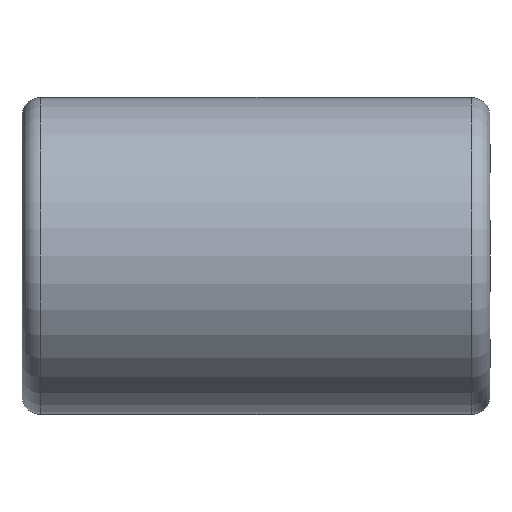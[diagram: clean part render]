
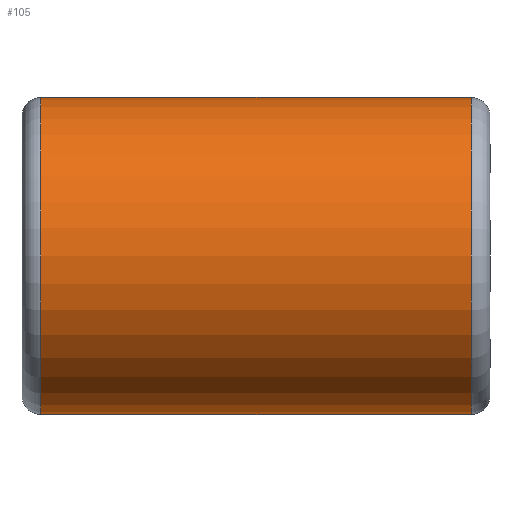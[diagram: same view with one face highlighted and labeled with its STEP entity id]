
A CAD part, left-side view. The second image highlights one B-rep face of the part: STEP entity #105.
In plain terms, the highlighted cylindrical face has radius 2.1 mm (diameter 4.2 mm), a partial arc.
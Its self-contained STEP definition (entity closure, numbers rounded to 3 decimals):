
#16 = VERTEX_POINT ( 'NONE', #355 ) ;
#17 = DIRECTION ( 'NONE',  ( 0., -1., 0. ) ) ;
#76 = VERTEX_POINT ( 'NONE', #139 ) ;
#105 = ADVANCED_FACE ( 'NONE', ( #476 ), #135, .T. ) ;
#110 = CARTESIAN_POINT ( 'NONE',  ( -1.45, -2.85, 2.1 ) ) ;
#125 = CARTESIAN_POINT ( 'NONE',  ( -1.45, -2.85, 0. ) ) ;
#135 = CYLINDRICAL_SURFACE ( 'NONE', #632, 2.1 ) ;
#139 = CARTESIAN_POINT ( 'NONE',  ( -1.45, 2.85, 4.2 ) ) ;
#178 = EDGE_CURVE ( 'NONE', #76, #678, #457, .T. ) ;
#219 = ORIENTED_EDGE ( 'NONE', *, *, #506, .T. ) ;
#228 = EDGE_LOOP ( 'NONE', ( #303, #219, #618, #686 ) ) ;
#231 = CARTESIAN_POINT ( 'NONE',  ( -1.45, -2.85, 4.2 ) ) ;
#247 = DIRECTION ( 'NONE',  ( 0., -1., 0. ) ) ;
#249 = CARTESIAN_POINT ( 'NONE',  ( -1.45, 2.85, 2.1 ) ) ;
#278 = DIRECTION ( 'NONE',  ( 0., 0., 1. ) ) ;
#296 = EDGE_CURVE ( 'NONE', #16, #685, #446, .T. ) ;
#299 = VECTOR ( 'NONE', #568, 1000. ) ;
#303 = ORIENTED_EDGE ( 'NONE', *, *, #296, .T. ) ;
#308 = DIRECTION ( 'NONE',  ( 0., -1., 0. ) ) ;
#355 = CARTESIAN_POINT ( 'NONE',  ( -1.45, 2.85, 0. ) ) ;
#371 = DIRECTION ( 'NONE',  ( 0., 0., 1. ) ) ;
#446 = LINE ( 'NONE', #640, #576 ) ;
#457 = LINE ( 'NONE', #520, #299 ) ;
#476 = FACE_OUTER_BOUND ( 'NONE', #228, .T. ) ;
#488 = CIRCLE ( 'NONE', #757, 2.1 ) ;
#506 = EDGE_CURVE ( 'NONE', #685, #678, #488, .T. ) ;
#520 = CARTESIAN_POINT ( 'NONE',  ( -1.45, 3.1, 4.2 ) ) ;
#537 = DIRECTION ( 'NONE',  ( 0., 0., -1. ) ) ;
#568 = DIRECTION ( 'NONE',  ( 0., -1., 0. ) ) ;
#576 = VECTOR ( 'NONE', #247, 1000. ) ;
#577 = AXIS2_PLACEMENT_3D ( 'NONE', #249, #17, #371 ) ;
#580 = CIRCLE ( 'NONE', #577, 2.1 ) ;
#618 = ORIENTED_EDGE ( 'NONE', *, *, #178, .F. ) ;
#621 = DIRECTION ( 'NONE',  ( 0., 1., 0. ) ) ;
#632 = AXIS2_PLACEMENT_3D ( 'NONE', #656, #308, #537 ) ;
#640 = CARTESIAN_POINT ( 'NONE',  ( -1.45, 3.1, 0. ) ) ;
#656 = CARTESIAN_POINT ( 'NONE',  ( -1.45, 3.1, 2.1 ) ) ;
#678 = VERTEX_POINT ( 'NONE', #231 ) ;
#685 = VERTEX_POINT ( 'NONE', #125 ) ;
#686 = ORIENTED_EDGE ( 'NONE', *, *, #703, .T. ) ;
#703 = EDGE_CURVE ( 'NONE', #76, #16, #580, .T. ) ;
#757 = AXIS2_PLACEMENT_3D ( 'NONE', #110, #621, #278 ) ;
